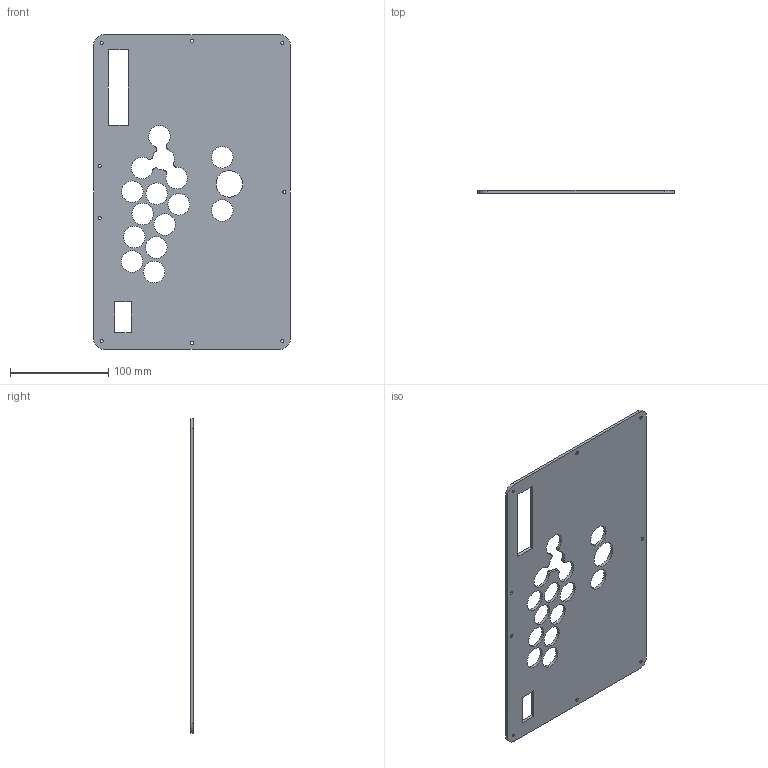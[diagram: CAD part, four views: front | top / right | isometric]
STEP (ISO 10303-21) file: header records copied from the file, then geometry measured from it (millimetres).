
FILE_DESCRIPTION(/* description */ (''),/* implementation_level */ '2;1');
FILE_NAME(/* name */ 'TopPlate.stp',/* time_stamp */ '2023-10-26T16:52:25+08:00',/* author */ ('Administrator'),/* organization */ (''),/* preprocessor_version */ 'ST-DEVELOPER v19.2',/* originating_system */ 'Autodesk Inventor 2024',/* authorisation */ '');
FILE_SCHEMA (('AUTOMOTIVE_DESIGN { 1 0 10303 214 3 1 1 }'));
Length unit declared in the file: millimetre
Products named in the file (1): TopPlate
Bounding box: 200 x 3 x 320 mm (x, y, z)
Volume: 165995.3 mm3; surface area: 118331.2 mm2
Topology: 1 solids, 1 shells, 75 faces, 192 edges, 128 vertices
Faces by surface type: cylinder 52, plane 23
Full cylindrical faces by diameter (mm): 3.2 x9, 6.2 x9, 22 x11, 27 x1
Entity records: 2553 total; most frequent: DIRECTION 448, CARTESIAN_POINT 396, ORIENTED_EDGE 384, EDGE_CURVE 192, AXIS2_PLACEMENT_3D 180, EDGE_LOOP 132, VERTEX_POINT 128, CIRCLE 104
